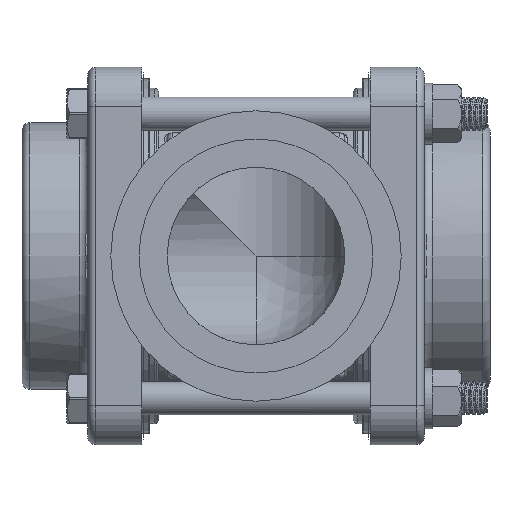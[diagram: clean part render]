
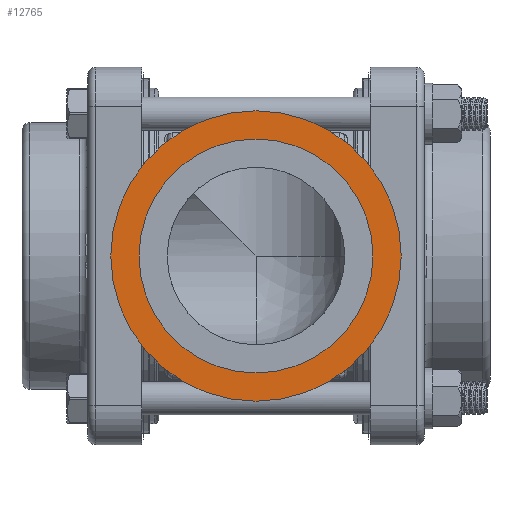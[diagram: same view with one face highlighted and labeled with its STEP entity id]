
A CAD part, front view. The second image highlights one B-rep face of the part: STEP entity #12765.
In plain terms, the highlighted planar face has unit normal (0, -1, 0).
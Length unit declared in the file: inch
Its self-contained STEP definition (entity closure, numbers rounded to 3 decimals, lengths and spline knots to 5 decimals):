
#444=FACE_BOUND('',#1945,.T.);
#630=PLANE('',#14117);
#1164=FACE_OUTER_BOUND('',#1944,.T.);
#1944=EDGE_LOOP('',(#9934,#9935));
#1945=EDGE_LOOP('',(#9936,#9937));
#3049=CIRCLE('',#14084,1.635);
#3050=CIRCLE('',#14085,1.635);
#3066=CIRCLE('',#14115,1.3175);
#3067=CIRCLE('',#14116,1.3175);
#5666=VERTEX_POINT('',#21812);
#5667=VERTEX_POINT('',#21814);
#5685=VERTEX_POINT('',#22630);
#5686=VERTEX_POINT('',#22632);
#7192=EDGE_CURVE('',#5666,#5667,#3049,.T.);
#7193=EDGE_CURVE('',#5667,#5666,#3050,.T.);
#7227=EDGE_CURVE('',#5686,#5685,#3066,.T.);
#7228=EDGE_CURVE('',#5685,#5686,#3067,.T.);
#9934=ORIENTED_EDGE('',*,*,#7193,.F.);
#9935=ORIENTED_EDGE('',*,*,#7192,.F.);
#9936=ORIENTED_EDGE('',*,*,#7227,.T.);
#9937=ORIENTED_EDGE('',*,*,#7228,.T.);
#12765=ADVANCED_FACE('',(#1164,#444),#630,.T.);
#14084=AXIS2_PLACEMENT_3D('',#21815,#16419,#16420);
#14085=AXIS2_PLACEMENT_3D('',#21816,#16421,#16422);
#14115=AXIS2_PLACEMENT_3D('',#22633,#16488,#16489);
#14116=AXIS2_PLACEMENT_3D('',#22634,#16490,#16491);
#14117=AXIS2_PLACEMENT_3D('',#22635,#16492,#16493);
#16419=DIRECTION('center_axis',(0.,1.,0.));
#16420=DIRECTION('ref_axis',(1.,0.,0.));
#16421=DIRECTION('center_axis',(0.,1.,0.));
#16422=DIRECTION('ref_axis',(1.,0.,0.));
#16488=DIRECTION('center_axis',(0.,1.,0.));
#16489=DIRECTION('ref_axis',(1.,0.,0.));
#16490=DIRECTION('center_axis',(0.,1.,0.));
#16491=DIRECTION('ref_axis',(1.,0.,0.));
#16492=DIRECTION('center_axis',(0.,-1.,0.));
#16493=DIRECTION('ref_axis',(0.,0.,-1.));
#21812=CARTESIAN_POINT('',(0.,-3.118,1.635));
#21814=CARTESIAN_POINT('',(0.,-3.118,-1.635));
#21815=CARTESIAN_POINT('Origin',(0.,-3.118,0.));
#21816=CARTESIAN_POINT('Origin',(0.,-3.118,0.));
#22630=CARTESIAN_POINT('',(0.,-3.118,1.3175));
#22632=CARTESIAN_POINT('',(0.,-3.118,-1.3175));
#22633=CARTESIAN_POINT('Origin',(0.,-3.118,0.));
#22634=CARTESIAN_POINT('Origin',(0.,-3.118,0.));
#22635=CARTESIAN_POINT('Origin',(0.,-3.118,-1.635));
